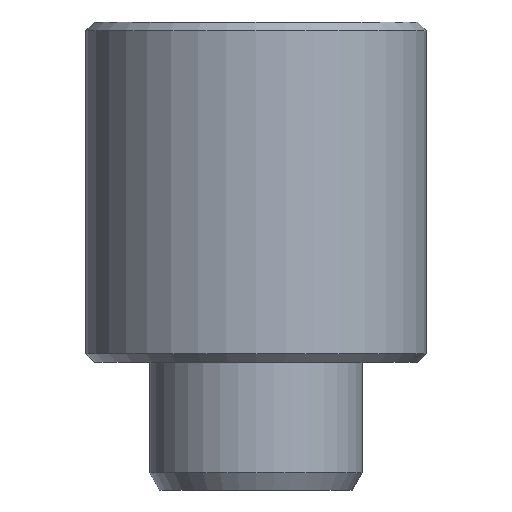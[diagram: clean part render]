
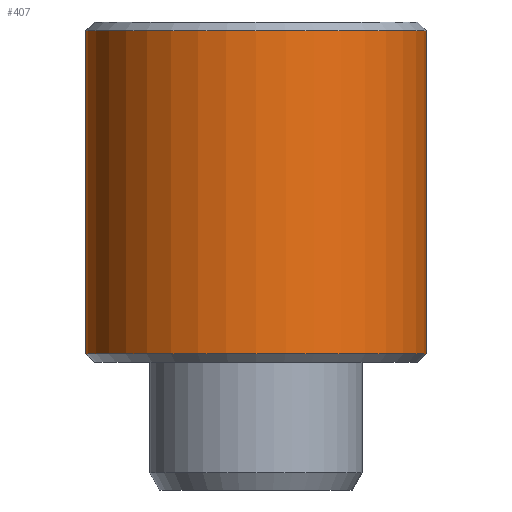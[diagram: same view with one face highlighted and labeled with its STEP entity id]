
A CAD part, front view. The second image highlights one B-rep face of the part: STEP entity #407.
In plain terms, the highlighted cylindrical face has radius 20 mm (diameter 40 mm), a partial arc.
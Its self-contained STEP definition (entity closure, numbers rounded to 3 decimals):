
#7 = ORIENTED_EDGE ( 'NONE', *, *, #399, .T. ) ;
#8 = AXIS2_PLACEMENT_3D ( 'NONE', #372, #104, #154 ) ;
#13 = CYLINDRICAL_SURFACE ( 'NONE', #387, 20. ) ;
#38 = AXIS2_PLACEMENT_3D ( 'NONE', #187, #304, #509 ) ;
#64 = ORIENTED_EDGE ( 'NONE', *, *, #335, .T. ) ;
#77 = DIRECTION ( 'NONE',  ( 0., 0., -1. ) ) ;
#104 = DIRECTION ( 'NONE',  ( 0., 0., 1. ) ) ;
#118 = EDGE_LOOP ( 'NONE', ( #626, #64, #632, #7 ) ) ;
#119 = DIRECTION ( 'NONE',  ( 0., 0., -1. ) ) ;
#132 = EDGE_CURVE ( 'NONE', #159, #422, #330, .T. ) ;
#145 = CARTESIAN_POINT ( 'NONE',  ( 20., 0., 1. ) ) ;
#149 = CARTESIAN_POINT ( 'NONE',  ( 20., 0., -22.568 ) ) ;
#154 = DIRECTION ( 'NONE',  ( 1., 0., 0. ) ) ;
#159 = VERTEX_POINT ( 'NONE', #383 ) ;
#187 = CARTESIAN_POINT ( 'NONE',  ( 0., 0., 39. ) ) ;
#198 = CARTESIAN_POINT ( 'NONE',  ( 20., 0., 39. ) ) ;
#236 = CARTESIAN_POINT ( 'NONE',  ( -20., 0., 1. ) ) ;
#300 = CIRCLE ( 'NONE', #8, 20. ) ;
#304 = DIRECTION ( 'NONE',  ( 0., 0., -1. ) ) ;
#330 = LINE ( 'NONE', #536, #482 ) ;
#335 = EDGE_CURVE ( 'NONE', #544, #159, #377, .T. ) ;
#337 = CARTESIAN_POINT ( 'NONE',  ( 0., 0., -22.568 ) ) ;
#348 = DIRECTION ( 'NONE',  ( 0., 0., -1. ) ) ;
#350 = EDGE_CURVE ( 'NONE', #544, #559, #604, .T. ) ;
#364 = FACE_OUTER_BOUND ( 'NONE', #118, .T. ) ;
#372 = CARTESIAN_POINT ( 'NONE',  ( 0., 0., 1. ) ) ;
#377 = CIRCLE ( 'NONE', #38, 20. ) ;
#383 = CARTESIAN_POINT ( 'NONE',  ( -20., 0., 39. ) ) ;
#387 = AXIS2_PLACEMENT_3D ( 'NONE', #337, #77, #547 ) ;
#399 = EDGE_CURVE ( 'NONE', #422, #559, #300, .T. ) ;
#407 = ADVANCED_FACE ( 'NONE', ( #364 ), #13, .T. ) ;
#422 = VERTEX_POINT ( 'NONE', #236 ) ;
#482 = VECTOR ( 'NONE', #119, 1000. ) ;
#509 = DIRECTION ( 'NONE',  ( -1., 0., 0. ) ) ;
#536 = CARTESIAN_POINT ( 'NONE',  ( -20., 0., -22.568 ) ) ;
#544 = VERTEX_POINT ( 'NONE', #198 ) ;
#547 = DIRECTION ( 'NONE',  ( -1., 0., 0. ) ) ;
#559 = VERTEX_POINT ( 'NONE', #145 ) ;
#602 = VECTOR ( 'NONE', #348, 1000. ) ;
#604 = LINE ( 'NONE', #149, #602 ) ;
#626 = ORIENTED_EDGE ( 'NONE', *, *, #350, .F. ) ;
#632 = ORIENTED_EDGE ( 'NONE', *, *, #132, .T. ) ;
